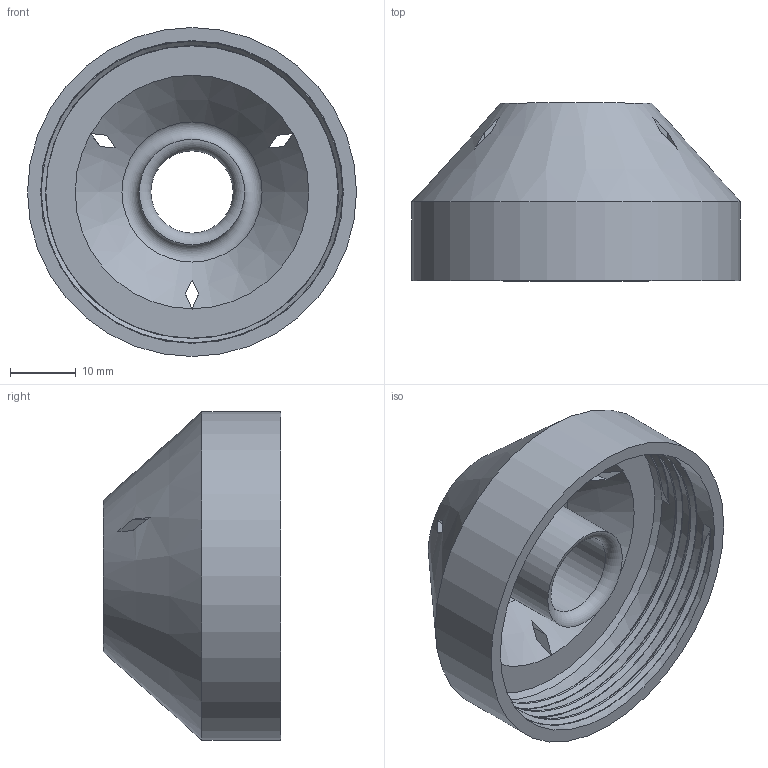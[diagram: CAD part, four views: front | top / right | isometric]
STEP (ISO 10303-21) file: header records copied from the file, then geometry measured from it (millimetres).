
FILE_DESCRIPTION(/* description */ (''),/* implementation_level */ '2;1');
FILE_NAME(/* name */ 'cup cap v5.step',/* time_stamp */ '2020-02-19T21:01:10+01:00',/* author */ (''),/* organization */ (''),/* preprocessor_version */ 'ST-DEVELOPER v18',/* originating_system */ 'Autodesk Translation Framework v8.12.0.6',/* authorisation */ '');
FILE_SCHEMA (('AUTOMOTIVE_DESIGN { 1 0 10303 214 3 1 1 }'));
Length unit declared in the file: millimetre
Products named in the file (1): cup cap
Bounding box: 50 x 27 x 50 mm (x, y, z)
Volume: 15751.2 mm3; surface area: 10316.4 mm2
Topology: 1 solids, 1 shells, 40 faces, 117 edges, 78 vertices
Faces by surface type: plane 16, cylinder 13, cone 4, bspline 4, torus 3
Full cylindrical faces by diameter (mm): 12.5 x1, 16 x1, 44.5 x2, 46 x3, 50 x1
Entity records: 2406 total; most frequent: CARTESIAN_POINT 1389, ORIENTED_EDGE 236, DIRECTION 169, EDGE_CURVE 118, VERTEX_POINT 79, AXIS2_PLACEMENT_3D 66, EDGE_LOOP 47, FACE_OUTER_BOUND 40
